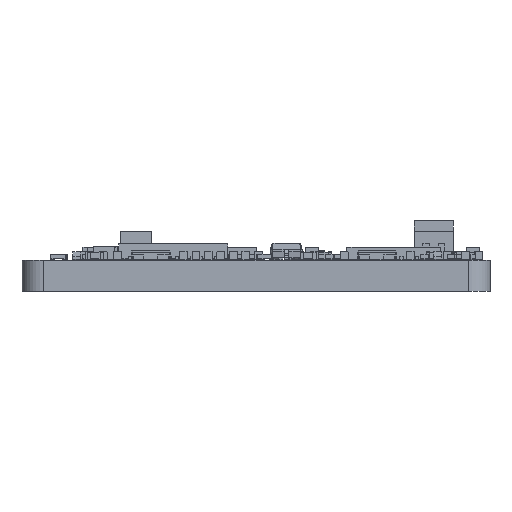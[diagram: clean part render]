
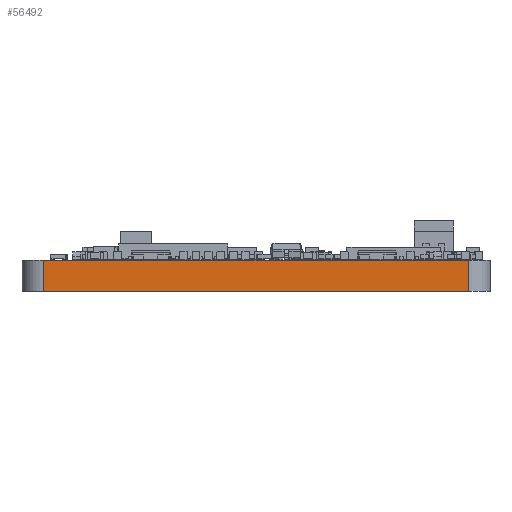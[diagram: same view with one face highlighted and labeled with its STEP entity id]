
A CAD part, front view. The second image highlights one B-rep face of the part: STEP entity #56492.
In plain terms, the highlighted planar face has unit normal (0, -1, 0).
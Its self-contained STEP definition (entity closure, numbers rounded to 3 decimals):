
#54891 = VERTEX_POINT('',#54892);
#54892 = CARTESIAN_POINT('',(1.6,3.3,0.));
#54899 = EDGE_CURVE('',#54900,#54891,#54902,.T.);
#54900 = VERTEX_POINT('',#54901);
#54901 = CARTESIAN_POINT('',(28.8,3.3,0.));
#54902 = LINE('',#54903,#54904);
#54903 = CARTESIAN_POINT('',(28.8,3.3,0.));
#54904 = VECTOR('',#54905,1.);
#54905 = DIRECTION('',(-1.,0.,0.));
#55979 = VERTEX_POINT('',#55980);
#55980 = CARTESIAN_POINT('',(1.6,3.3,2.));
#55987 = EDGE_CURVE('',#55988,#55979,#55990,.T.);
#55988 = VERTEX_POINT('',#55989);
#55989 = CARTESIAN_POINT('',(28.8,3.3,2.));
#55990 = LINE('',#55991,#55992);
#55991 = CARTESIAN_POINT('',(28.8,3.3,2.));
#55992 = VECTOR('',#55993,1.);
#55993 = DIRECTION('',(-1.,0.,0.));
#56481 = EDGE_CURVE('',#54900,#55988,#56482,.T.);
#56482 = LINE('',#56483,#56484);
#56483 = CARTESIAN_POINT('',(28.8,3.3,0.));
#56484 = VECTOR('',#56485,1.);
#56485 = DIRECTION('',(0.,0.,1.));
#56492 = ADVANCED_FACE('',(#56493),#56504,.T.);
#56493 = FACE_BOUND('',#56494,.T.);
#56494 = EDGE_LOOP('',(#56495,#56496,#56497,#56503));
#56495 = ORIENTED_EDGE('',*,*,#56481,.T.);
#56496 = ORIENTED_EDGE('',*,*,#55987,.T.);
#56497 = ORIENTED_EDGE('',*,*,#56498,.F.);
#56498 = EDGE_CURVE('',#54891,#55979,#56499,.T.);
#56499 = LINE('',#56500,#56501);
#56500 = CARTESIAN_POINT('',(1.6,3.3,0.));
#56501 = VECTOR('',#56502,1.);
#56502 = DIRECTION('',(0.,0.,1.));
#56503 = ORIENTED_EDGE('',*,*,#54899,.F.);
#56504 = PLANE('',#56505);
#56505 = AXIS2_PLACEMENT_3D('',#56506,#56507,#56508);
#56506 = CARTESIAN_POINT('',(28.8,3.3,0.));
#56507 = DIRECTION('',(0.,-1.,0.));
#56508 = DIRECTION('',(-1.,0.,0.));
